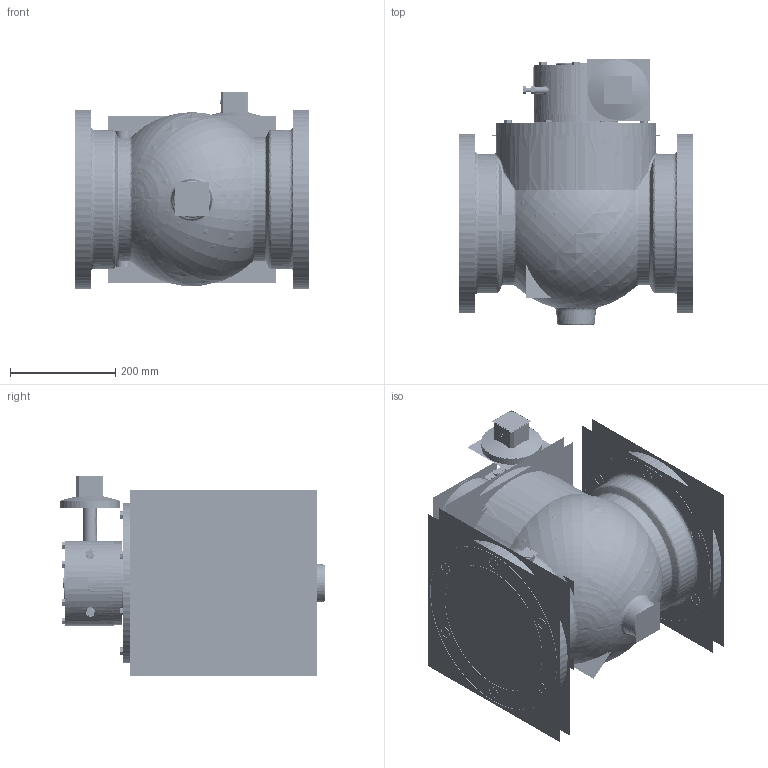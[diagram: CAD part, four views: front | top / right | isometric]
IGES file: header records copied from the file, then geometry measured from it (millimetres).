
Start section:  PTC IGES file: plug_mjxmj-8in-nut-rev_asm.igs
Global section: file name: plug_mjxmj-8in-nut-rev_asm.igs; native system: Creo Parametric by Parametric Technology Corporation; preprocessor: 2013050; author: HAPPY; organization: Unknown; date: 20170512.075305; units: inch
Bounding box: 442.92 x 506.45 x 380.66 mm (x, y, z)
Volume: 4836352.5 mm3; surface area: 8507471.2 mm2
Topology: 63 solids, 67 shells, 3498 faces, 17385 edges, 21937 vertices
Faces by surface type: revolution 2152, bspline 1240, extrusion 106
